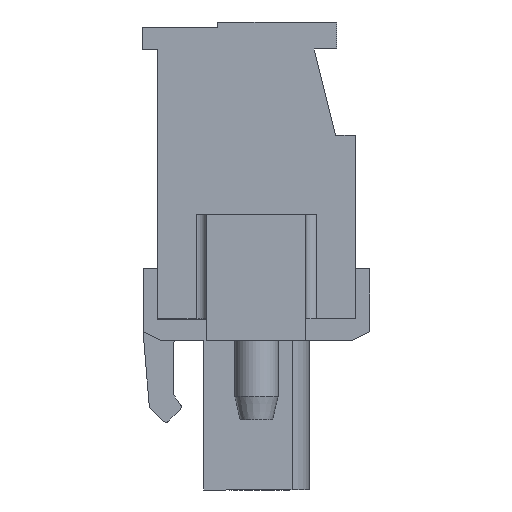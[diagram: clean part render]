
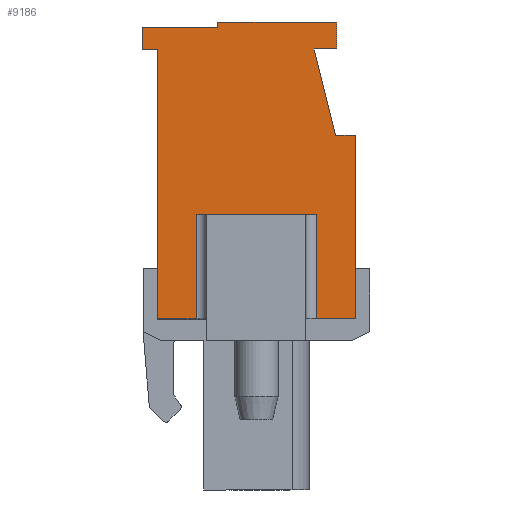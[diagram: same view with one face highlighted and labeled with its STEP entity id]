
A CAD part, left-side view. The second image highlights one B-rep face of the part: STEP entity #9186.
In plain terms, the highlighted planar face has unit normal (-1, 0, 0).
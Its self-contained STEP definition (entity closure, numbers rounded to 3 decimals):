
#336=ORIENTED_EDGE('',*,*,#3036,.T.);
#337=ORIENTED_EDGE('',*,*,#3037,.T.);
#338=ORIENTED_EDGE('',*,*,#3029,.T.);
#339=ORIENTED_EDGE('',*,*,#3038,.T.);
#340=ORIENTED_EDGE('',*,*,#3039,.T.);
#341=ORIENTED_EDGE('',*,*,#3040,.T.);
#342=ORIENTED_EDGE('',*,*,#3041,.T.);
#343=ORIENTED_EDGE('',*,*,#3042,.T.);
#344=ORIENTED_EDGE('',*,*,#3043,.T.);
#345=ORIENTED_EDGE('',*,*,#3044,.T.);
#346=ORIENTED_EDGE('',*,*,#3045,.T.);
#347=ORIENTED_EDGE('',*,*,#3046,.T.);
#348=ORIENTED_EDGE('',*,*,#3047,.T.);
#349=ORIENTED_EDGE('',*,*,#3048,.T.);
#350=ORIENTED_EDGE('',*,*,#3049,.T.);
#351=ORIENTED_EDGE('',*,*,#3050,.T.);
#3029=EDGE_CURVE('',#4379,#4380,#5274,.T.);
#3036=EDGE_CURVE('',#4386,#4387,#5278,.T.);
#3037=EDGE_CURVE('',#4387,#4379,#5279,.T.);
#3038=EDGE_CURVE('',#4380,#4388,#5280,.T.);
#3039=EDGE_CURVE('',#4388,#4389,#5281,.T.);
#3040=EDGE_CURVE('',#4389,#4390,#5282,.T.);
#3041=EDGE_CURVE('',#4390,#4391,#5283,.T.);
#3042=EDGE_CURVE('',#4391,#4392,#5284,.T.);
#3043=EDGE_CURVE('',#4392,#4393,#5285,.T.);
#3044=EDGE_CURVE('',#4393,#4394,#5286,.T.);
#3045=EDGE_CURVE('',#4394,#4395,#5287,.T.);
#3046=EDGE_CURVE('',#4395,#4396,#5288,.T.);
#3047=EDGE_CURVE('',#4396,#4397,#5289,.T.);
#3048=EDGE_CURVE('',#4397,#4398,#5290,.T.);
#3049=EDGE_CURVE('',#4398,#4399,#5291,.T.);
#3050=EDGE_CURVE('',#4399,#4386,#5292,.T.);
#4379=VERTEX_POINT('',#13304);
#4380=VERTEX_POINT('',#13305);
#4386=VERTEX_POINT('',#13319);
#4387=VERTEX_POINT('',#13320);
#4388=VERTEX_POINT('',#13323);
#4389=VERTEX_POINT('',#13325);
#4390=VERTEX_POINT('',#13327);
#4391=VERTEX_POINT('',#13329);
#4392=VERTEX_POINT('',#13331);
#4393=VERTEX_POINT('',#13333);
#4394=VERTEX_POINT('',#13335);
#4395=VERTEX_POINT('',#13337);
#4396=VERTEX_POINT('',#13339);
#4397=VERTEX_POINT('',#13341);
#4398=VERTEX_POINT('',#13343);
#4399=VERTEX_POINT('',#13345);
#5274=LINE('',#13303,#6464);
#5278=LINE('',#13318,#6468);
#5279=LINE('',#13321,#6469);
#5280=LINE('',#13322,#6470);
#5281=LINE('',#13324,#6471);
#5282=LINE('',#13326,#6472);
#5283=LINE('',#13328,#6473);
#5284=LINE('',#13330,#6474);
#5285=LINE('',#13332,#6475);
#5286=LINE('',#13334,#6476);
#5287=LINE('',#13336,#6477);
#5288=LINE('',#13338,#6478);
#5289=LINE('',#13340,#6479);
#5290=LINE('',#13342,#6480);
#5291=LINE('',#13344,#6481);
#5292=LINE('',#13346,#6482);
#6464=VECTOR('',#10795,1000.);
#6468=VECTOR('',#10807,1000.);
#6469=VECTOR('',#10808,1000.);
#6470=VECTOR('',#10809,1000.);
#6471=VECTOR('',#10810,1000.);
#6472=VECTOR('',#10811,1000.);
#6473=VECTOR('',#10812,1000.);
#6474=VECTOR('',#10813,1000.);
#6475=VECTOR('',#10814,1000.);
#6476=VECTOR('',#10815,1000.);
#6477=VECTOR('',#10816,1000.);
#6478=VECTOR('',#10817,1000.);
#6479=VECTOR('',#10818,1000.);
#6480=VECTOR('',#10819,1000.);
#6481=VECTOR('',#10820,1000.);
#6482=VECTOR('',#10821,1000.);
#7656=EDGE_LOOP('',(#336,#337,#338,#339,#340,#341,#342,#343,#344,#345,#346,
#347,#348,#349,#350,#351));
#8216=FACE_BOUND('',#7656,.T.);
#8773=PLANE('',#10128);
#9186=ADVANCED_FACE('',(#8216),#8773,.T.);
#10128=AXIS2_PLACEMENT_3D('',#13317,#10805,#10806);
#10795=DIRECTION('',(0.,-1.,0.));
#10805=DIRECTION('',(-1.,0.,0.));
#10806=DIRECTION('',(0.,0.,1.));
#10807=DIRECTION('',(0.,-1.,0.));
#10808=DIRECTION('',(0.,0.,1.));
#10809=DIRECTION('',(0.,0.,-1.));
#10810=DIRECTION('',(0.,-1.,0.));
#10811=DIRECTION('',(0.,0.,1.));
#10812=DIRECTION('',(0.,1.,0.));
#10813=DIRECTION('',(0.,0.243,0.97));
#10814=DIRECTION('',(0.,-1.,0.));
#10815=DIRECTION('',(0.,0.,1.));
#10816=DIRECTION('',(0.,1.,0.));
#10817=DIRECTION('',(0.,0.,-1.));
#10818=DIRECTION('',(0.,1.,0.));
#10819=DIRECTION('',(0.,0.,-1.));
#10820=DIRECTION('',(0.,-1.,0.));
#10821=DIRECTION('',(0.,0.,-1.));
#13303=CARTESIAN_POINT('',(-7.5,2.75,-1.675));
#13304=CARTESIAN_POINT('',(-7.5,3.35,-1.675));
#13305=CARTESIAN_POINT('',(-7.5,-3.35,-1.675));
#13317=CARTESIAN_POINT('',(-7.5,0.,0.));
#13318=CARTESIAN_POINT('',(-7.5,5.5,-7.475));
#13319=CARTESIAN_POINT('',(-7.5,5.5,-7.475));
#13320=CARTESIAN_POINT('',(-7.5,3.35,-7.475));
#13321=CARTESIAN_POINT('',(-7.5,3.35,-1.675));
#13322=CARTESIAN_POINT('',(-7.5,-3.35,-7.475));
#13323=CARTESIAN_POINT('',(-7.5,-3.35,-7.475));
#13324=CARTESIAN_POINT('',(-7.5,5.5,-7.475));
#13325=CARTESIAN_POINT('',(-7.5,-5.5,-7.475));
#13326=CARTESIAN_POINT('',(-7.5,-5.5,-7.475));
#13327=CARTESIAN_POINT('',(-7.5,-5.5,2.725));
#13328=CARTESIAN_POINT('',(-7.5,-5.5,2.725));
#13329=CARTESIAN_POINT('',(-7.5,-4.4,2.725));
#13330=CARTESIAN_POINT('',(-7.5,-4.4,2.725));
#13331=CARTESIAN_POINT('',(-7.5,-3.2,7.525));
#13332=CARTESIAN_POINT('',(-7.5,-3.2,7.525));
#13333=CARTESIAN_POINT('',(-7.5,-4.45,7.525));
#13334=CARTESIAN_POINT('',(-7.5,-4.45,7.525));
#13335=CARTESIAN_POINT('',(-7.5,-4.45,9.025));
#13336=CARTESIAN_POINT('',(-7.5,-4.45,9.025));
#13337=CARTESIAN_POINT('',(-7.5,2.15,9.025));
#13338=CARTESIAN_POINT('',(-7.5,2.15,9.025));
#13339=CARTESIAN_POINT('',(-7.5,2.15,8.725));
#13340=CARTESIAN_POINT('',(-7.5,2.15,8.725));
#13341=CARTESIAN_POINT('',(-7.5,6.35,8.725));
#13342=CARTESIAN_POINT('',(-7.5,6.35,8.725));
#13343=CARTESIAN_POINT('',(-7.5,6.35,7.475));
#13344=CARTESIAN_POINT('',(-7.5,6.35,7.475));
#13345=CARTESIAN_POINT('',(-7.5,5.5,7.475));
#13346=CARTESIAN_POINT('',(-7.5,5.5,7.475));
